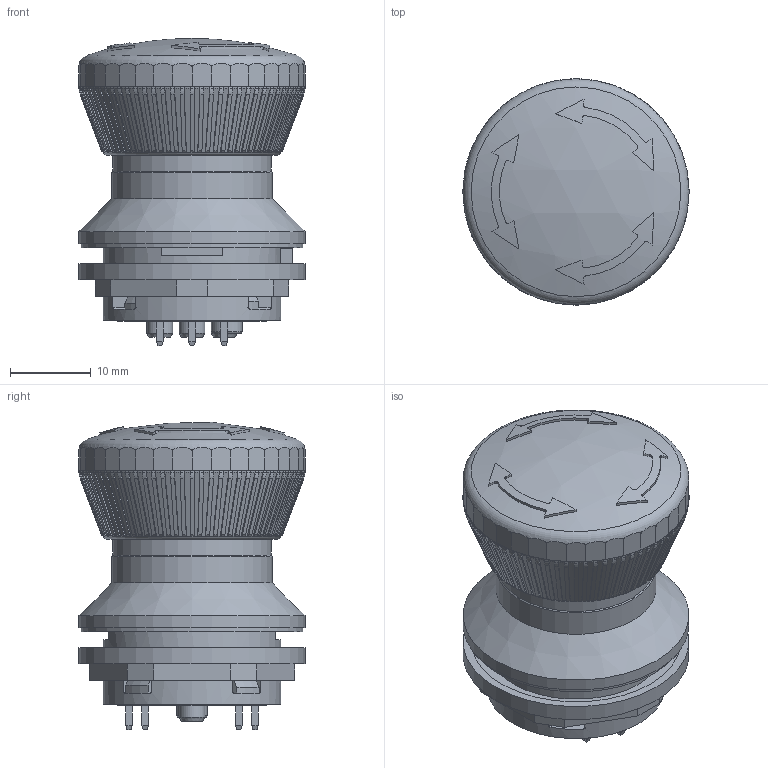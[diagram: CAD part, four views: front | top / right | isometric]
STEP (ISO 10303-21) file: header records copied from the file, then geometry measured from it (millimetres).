
FILE_DESCRIPTION(/* description */ (''),/* implementation_level */ '2;1');
FILE_NAME(/* name */ 'FRVKOOIP_representative_contact.stp',/* time_stamp */ '2017-08-21T09:59:26+02:00',/* author */ ('mharscher'),/* organization */ (''),/* preprocessor_version */ 'ST-DEVELOPER v16.1',/* originating_system */ 'Autodesk Inventor 2016',/* authorisation */ '');
FILE_SCHEMA (('AUTOMOTIVE_DESIGN { 1 0 10303 214 3 1 1 }'));
Length unit declared in the file: centimetre
Products named in the file (1): FRVKOOIP_representative_contact
Bounding box: 28 x 28 x 38.04 mm (x, y, z)
Volume: 15762.2 mm3; surface area: 6188.3 mm2
Topology: 1 solids, 1 shells, 1615 faces, 4476 edges, 2891 vertices
Faces by surface type: plane 1133, torus 218, cylinder 158, cone 84, bspline 18, sphere 4
Full cylindrical faces by diameter (mm): 1 x5, 3.2 x2, 3.8 x1, 18.5 x1, 18.8 x1, 19.65 x1, 19.85 x1, 22 x2, 26 x1, 27.4 x1, 28 x2
Entity records: 53192 total; most frequent: CARTESIAN_POINT 13474, ORIENTED_EDGE 8868, DIRECTION 7596, EDGE_CURVE 4434, VERTEX_POINT 2876, LINE 2740, VECTOR 2740, AXIS2_PLACEMENT_3D 2428
